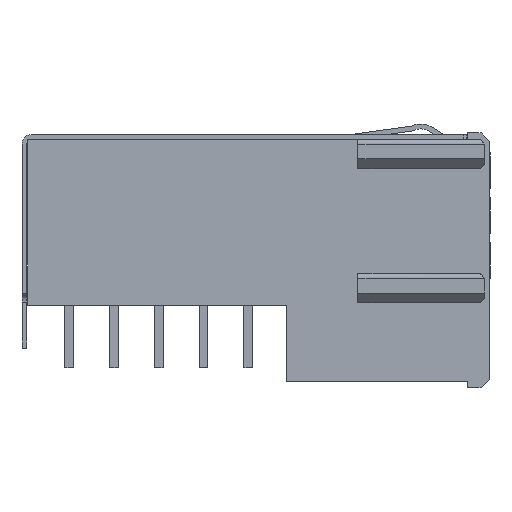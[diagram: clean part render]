
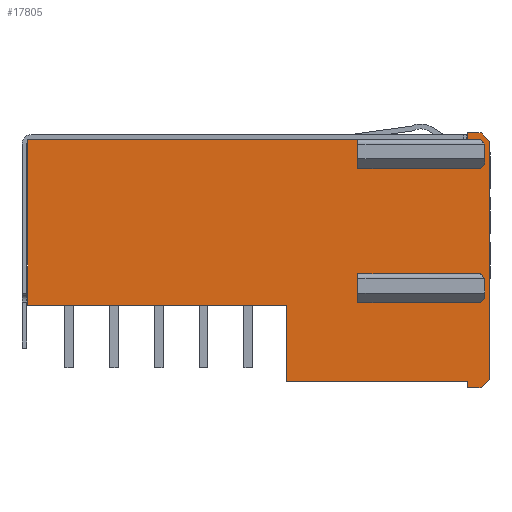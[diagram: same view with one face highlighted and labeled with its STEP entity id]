
A CAD part, front view. The second image highlights one B-rep face of the part: STEP entity #17805.
In plain terms, the highlighted planar face has unit normal (0, -1, 0).
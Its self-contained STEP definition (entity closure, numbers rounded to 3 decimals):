
#17169=CARTESIAN_POINT('',(13.801,-8.,7.7));
#17170=VERTEX_POINT('',#17169);
#17177=CARTESIAN_POINT('',(14.401,-8.,7.7));
#17178=VERTEX_POINT('',#17177);
#17179=CARTESIAN_POINT('',(14.401,-8.,7.7));
#17180=DIRECTION('',(-1.0,0.0,0.0));
#17181=VECTOR('',#17180,0.6);
#17182=LINE('',#17179,#17181);
#17183=EDGE_CURVE('',#17178,#17170,#17182,.T.);
#17207=CARTESIAN_POINT('',(13.801,-8.,7.4));
#17208=VERTEX_POINT('',#17207);
#17215=CARTESIAN_POINT('',(13.801,-8.,7.7));
#17216=DIRECTION('',(0.0,0.0,-1.0));
#17217=VECTOR('',#17216,0.3);
#17218=LINE('',#17215,#17217);
#17219=EDGE_CURVE('',#17170,#17208,#17218,.T.);
#17238=CARTESIAN_POINT('',(-5.849,-8.,7.4));
#17239=VERTEX_POINT('',#17238);
#17246=CARTESIAN_POINT('',(13.801,-8.,7.4));
#17247=DIRECTION('',(-1.0,0.,0.));
#17248=VECTOR('',#17247,19.65);
#17249=LINE('',#17246,#17248);
#17250=EDGE_CURVE('',#17208,#17239,#17249,.T.);
#17269=CARTESIAN_POINT('',(-5.849,-8.,0.));
#17270=VERTEX_POINT('',#17269);
#17277=CARTESIAN_POINT('',(-5.849,-8.,7.4));
#17278=DIRECTION('',(0.0,0.0,-1.0));
#17279=VECTOR('',#17278,7.4);
#17280=LINE('',#17277,#17279);
#17281=EDGE_CURVE('',#17239,#17270,#17280,.T.);
#17300=CARTESIAN_POINT('',(5.701,-8.,0.));
#17301=VERTEX_POINT('',#17300);
#17308=CARTESIAN_POINT('',(-5.849,-8.,0.));
#17309=DIRECTION('',(1.,0.,0.));
#17310=VECTOR('',#17309,11.55);
#17311=LINE('',#17308,#17310);
#17312=EDGE_CURVE('',#17270,#17301,#17311,.T.);
#17331=CARTESIAN_POINT('',(5.701,-8.,-3.4));
#17332=VERTEX_POINT('',#17331);
#17339=CARTESIAN_POINT('',(5.701,-8.,0.));
#17340=DIRECTION('',(0.0,0.0,-1.0));
#17341=VECTOR('',#17340,3.4);
#17342=LINE('',#17339,#17341);
#17343=EDGE_CURVE('',#17301,#17332,#17342,.T.);
#17362=CARTESIAN_POINT('',(13.801,-8.,-3.4));
#17363=VERTEX_POINT('',#17362);
#17370=CARTESIAN_POINT('',(5.701,-8.,-3.4));
#17371=DIRECTION('',(1.0,0.0,0.0));
#17372=VECTOR('',#17371,8.1);
#17373=LINE('',#17370,#17372);
#17374=EDGE_CURVE('',#17332,#17363,#17373,.T.);
#17393=CARTESIAN_POINT('',(13.801,-8.,-3.7));
#17394=VERTEX_POINT('',#17393);
#17401=CARTESIAN_POINT('',(13.801,-8.,-3.4));
#17402=DIRECTION('',(0.,0.0,-1.0));
#17403=VECTOR('',#17402,0.3);
#17404=LINE('',#17401,#17403);
#17405=EDGE_CURVE('',#17363,#17394,#17404,.T.);
#17424=CARTESIAN_POINT('',(14.401,-8.,-3.7));
#17425=VERTEX_POINT('',#17424);
#17432=CARTESIAN_POINT('',(13.801,-8.,-3.7));
#17433=DIRECTION('',(1.,0.0,0.));
#17434=VECTOR('',#17433,0.6);
#17435=LINE('',#17432,#17434);
#17436=EDGE_CURVE('',#17394,#17425,#17435,.T.);
#17455=CARTESIAN_POINT('',(14.801,-8.,-3.3));
#17456=VERTEX_POINT('',#17455);
#17463=CARTESIAN_POINT('',(14.401,-8.,-3.7));
#17464=DIRECTION('',(0.707,0.0,0.707));
#17465=VECTOR('',#17464,0.566);
#17466=LINE('',#17463,#17465);
#17467=EDGE_CURVE('',#17425,#17456,#17466,.T.);
#17486=CARTESIAN_POINT('',(14.801,-8.,7.3));
#17487=VERTEX_POINT('',#17486);
#17494=CARTESIAN_POINT('',(14.801,-8.,-3.3));
#17495=DIRECTION('',(0.0,0.0,1.0));
#17496=VECTOR('',#17495,10.6);
#17497=LINE('',#17494,#17496);
#17498=EDGE_CURVE('',#17456,#17487,#17497,.T.);
#17756=CARTESIAN_POINT('',(14.801,-8.,7.3));
#17757=DIRECTION('',(-0.707,0.0,0.707));
#17758=VECTOR('',#17757,0.566);
#17759=LINE('',#17756,#17758);
#17760=EDGE_CURVE('',#17487,#17178,#17759,.T.);
#17786=CARTESIAN_POINT('',(5.201,-8.,2.617));
#17787=DIRECTION('',(0.0,1.0,0.0));
#17788=DIRECTION('',(0.0,0.0,1.0));
#17789=AXIS2_PLACEMENT_3D('',#17786,#17787,#17788);
#17790=PLANE('',#17789);
#17791=ORIENTED_EDGE('',*,*,#17760,.T.);
#17792=ORIENTED_EDGE('',*,*,#17183,.T.);
#17793=ORIENTED_EDGE('',*,*,#17219,.T.);
#17794=ORIENTED_EDGE('',*,*,#17250,.T.);
#17795=ORIENTED_EDGE('',*,*,#17281,.T.);
#17796=ORIENTED_EDGE('',*,*,#17312,.T.);
#17797=ORIENTED_EDGE('',*,*,#17343,.T.);
#17798=ORIENTED_EDGE('',*,*,#17374,.T.);
#17799=ORIENTED_EDGE('',*,*,#17405,.T.);
#17800=ORIENTED_EDGE('',*,*,#17436,.T.);
#17801=ORIENTED_EDGE('',*,*,#17467,.T.);
#17802=ORIENTED_EDGE('',*,*,#17498,.T.);
#17803=EDGE_LOOP('',(#17791,#17792,#17793,#17794,#17795,#17796,#17797,#17798,#17799,#17800,#17801,#17802));
#17804=FACE_OUTER_BOUND('',#17803,.T.);
#17805=ADVANCED_FACE('',(#17804),#17790,.F.);
